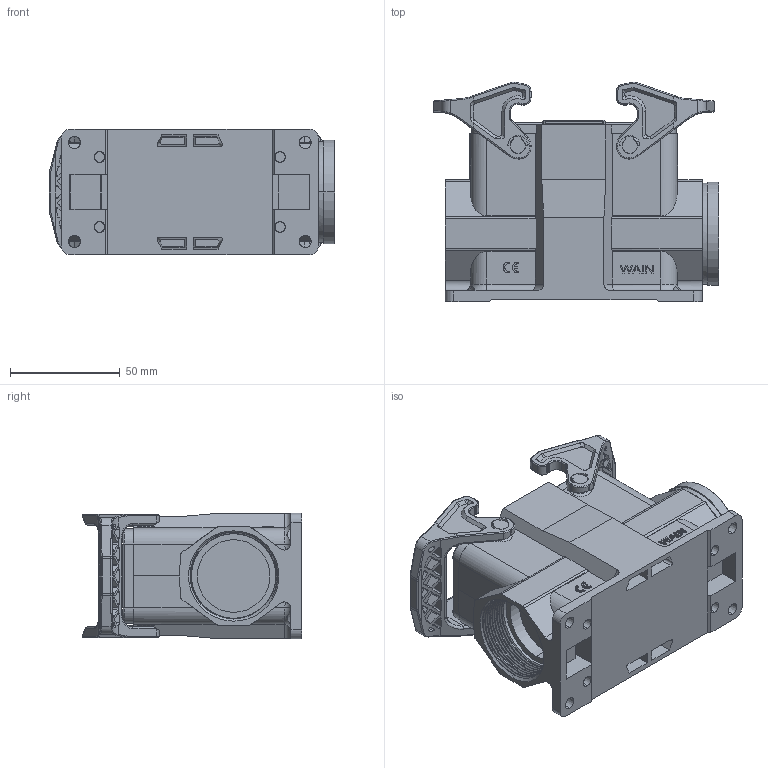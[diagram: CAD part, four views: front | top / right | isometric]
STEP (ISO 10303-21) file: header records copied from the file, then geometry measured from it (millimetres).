
FILE_DESCRIPTION((''),'2;1');
FILE_NAME('123344_SW0001','2024-01-17T',('yp.zhu'),(''),'PRO/ENGINEER BY PARAMETRIC TECHNOLOGY CORPORATION, 2012480','PRO/ENGINEER BY PARAMETRIC TECHNOLOGY CORPORATION, 2012480','');
FILE_SCHEMA(('CONFIG_CONTROL_DESIGN'));
Products named in the file (1): 123344_SW0001
Bounding box: 130 x 99.91 x 57 mm (x, y, z)
Volume: 176656.1 mm3; surface area: 93085.4 mm2
Topology: 3 solids, 3 shells, 1549 faces, 4398 edges, 2886 vertices
Faces by surface type: plane 624, cylinder 615, bspline 138, torus 72, cone 70, extrusion 30
Entity records: 84510 total; most frequent: CARTESIAN_POINT 46795, ORIENTED_EDGE 8780, DIRECTION 6532, EDGE_CURVE 4390, VERTEX_POINT 2886, VECTOR 2190, AXIS2_PLACEMENT_3D 2171, LINE 2160
